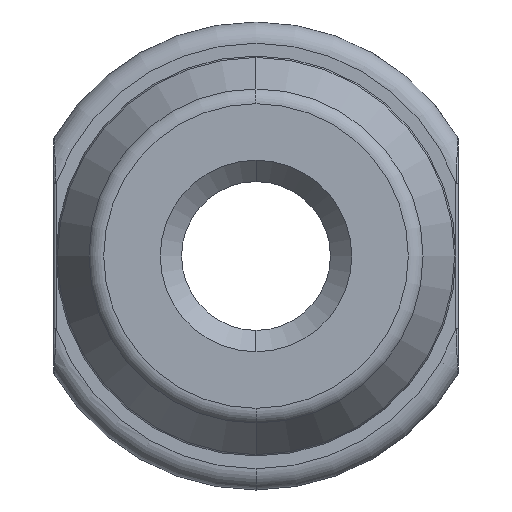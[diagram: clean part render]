
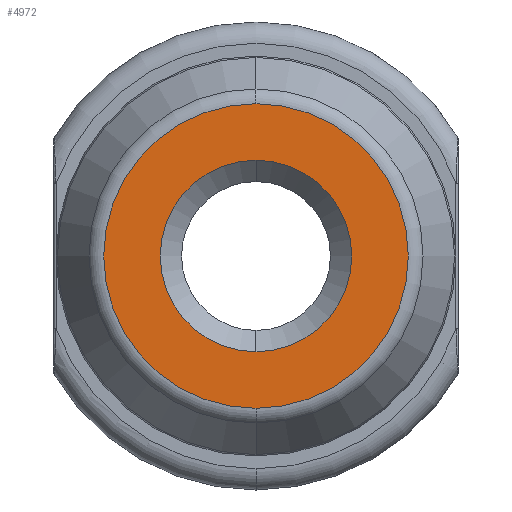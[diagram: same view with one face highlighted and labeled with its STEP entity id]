
A CAD part, left-side view. The second image highlights one B-rep face of the part: STEP entity #4972.
In plain terms, the highlighted planar face has unit normal (-1, 0, 0).
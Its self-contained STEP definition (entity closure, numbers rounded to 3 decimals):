
#366 = CARTESIAN_POINT ( 'NONE',  ( 0., 0., -7.622 ) ) ;
#511 = EDGE_LOOP ( 'NONE', ( #2486, #2203 ) ) ;
#515 = AXIS2_PLACEMENT_3D ( 'NONE', #5394, #2600, #5865 ) ;
#605 = DIRECTION ( 'NONE',  ( 1., 0., 0. ) ) ;
#1515 = VERTEX_POINT ( 'NONE', #2002 ) ;
#1589 = DIRECTION ( 'NONE',  ( 1., 0., 0. ) ) ;
#1599 = CIRCLE ( 'NONE', #515, 7.16 ) ;
#1610 = CIRCLE ( 'NONE', #1778, 4.5 ) ;
#1701 = EDGE_LOOP ( 'NONE', ( #5338, #3076 ) ) ;
#1772 = DIRECTION ( 'NONE',  ( -1., 0., 0. ) ) ;
#1778 = AXIS2_PLACEMENT_3D ( 'NONE', #3377, #605, #3848 ) ;
#1811 = DIRECTION ( 'NONE',  ( 1., 0., 0. ) ) ;
#1898 = CARTESIAN_POINT ( 'NONE',  ( 0., 0., -7.16 ) ) ;
#1952 = FACE_OUTER_BOUND ( 'NONE', #511, .T. ) ;
#2002 = CARTESIAN_POINT ( 'NONE',  ( 0., 0., -4.5 ) ) ;
#2029 = EDGE_CURVE ( 'NONE', #4466, #5044, #2801, .T. ) ;
#2070 = EDGE_CURVE ( 'NONE', #5044, #4466, #1599, .T. ) ;
#2203 = ORIENTED_EDGE ( 'NONE', *, *, #2070, .T. ) ;
#2486 = ORIENTED_EDGE ( 'NONE', *, *, #2029, .T. ) ;
#2536 = EDGE_CURVE ( 'NONE', #4916, #1515, #3720, .T. ) ;
#2600 = DIRECTION ( 'NONE',  ( -1., 0., 0. ) ) ;
#2663 = CARTESIAN_POINT ( 'NONE',  ( 0., 0., 4.5 ) ) ;
#2801 = CIRCLE ( 'NONE', #5926, 7.16 ) ;
#3076 = ORIENTED_EDGE ( 'NONE', *, *, #3657, .T. ) ;
#3377 = CARTESIAN_POINT ( 'NONE',  ( 0., 0., 0. ) ) ;
#3657 = EDGE_CURVE ( 'NONE', #1515, #4916, #1610, .T. ) ;
#3676 = CARTESIAN_POINT ( 'NONE',  ( 0., 0., 7.16 ) ) ;
#3720 = CIRCLE ( 'NONE', #4135, 4.5 ) ;
#3848 = DIRECTION ( 'NONE',  ( 0., 0., -1. ) ) ;
#4135 = AXIS2_PLACEMENT_3D ( 'NONE', #4343, #1589, #4827 ) ;
#4343 = CARTESIAN_POINT ( 'NONE',  ( 0., 0., 0. ) ) ;
#4385 = FACE_BOUND ( 'NONE', #1701, .T. ) ;
#4466 = VERTEX_POINT ( 'NONE', #1898 ) ;
#4533 = CARTESIAN_POINT ( 'NONE',  ( 0., 0., 0. ) ) ;
#4568 = PLANE ( 'NONE',  #5863 ) ;
#4827 = DIRECTION ( 'NONE',  ( 0., 0., -1. ) ) ;
#4916 = VERTEX_POINT ( 'NONE', #2663 ) ;
#4972 = ADVANCED_FACE ( 'NONE', ( #4385, #1952 ), #4568, .F. ) ;
#5003 = DIRECTION ( 'NONE',  ( 0., 0., -1. ) ) ;
#5038 = DIRECTION ( 'NONE',  ( 0., 0., -1. ) ) ;
#5044 = VERTEX_POINT ( 'NONE', #3676 ) ;
#5338 = ORIENTED_EDGE ( 'NONE', *, *, #2536, .T. ) ;
#5394 = CARTESIAN_POINT ( 'NONE',  ( 0., 0., 0. ) ) ;
#5863 = AXIS2_PLACEMENT_3D ( 'NONE', #366, #1811, #5038 ) ;
#5865 = DIRECTION ( 'NONE',  ( 0., 0., -1. ) ) ;
#5926 = AXIS2_PLACEMENT_3D ( 'NONE', #4533, #1772, #5003 ) ;
